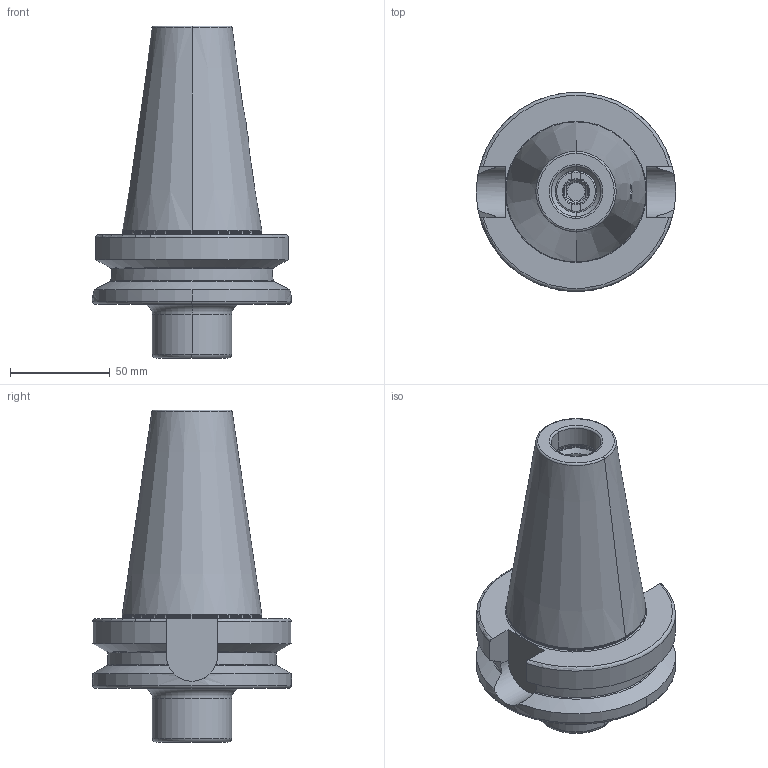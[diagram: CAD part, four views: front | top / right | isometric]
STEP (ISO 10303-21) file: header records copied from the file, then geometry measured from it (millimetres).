
FILE_DESCRIPTION((''),'2;1');
FILE_NAME('505_08_03','2020-07-30T',('101107'),(''),'CREO PARAMETRIC BY PTC INC, 2016260','CREO PARAMETRIC BY PTC INC, 2016260','');
FILE_SCHEMA(('CONFIG_CONTROL_DESIGN'));
Length unit declared in the file: millimetre
Products named in the file (1): 505_08_03
Bounding box: 100 x 100 x 166.8 mm (x, y, z)
Volume: 475568 mm3; surface area: 61237.8 mm2
Topology: 1 solids, 1 shells, 140 faces, 322 edges, 196 vertices
Faces by surface type: plane 42, cylinder 36, cone 34, torus 28
Entity records: 4294 total; most frequent: CARTESIAN_POINT 1067, DIRECTION 706, ORIENTED_EDGE 644, EDGE_CURVE 322, AXIS2_PLACEMENT_3D 299, VERTEX_POINT 196, CIRCLE 156, EDGE_LOOP 152
